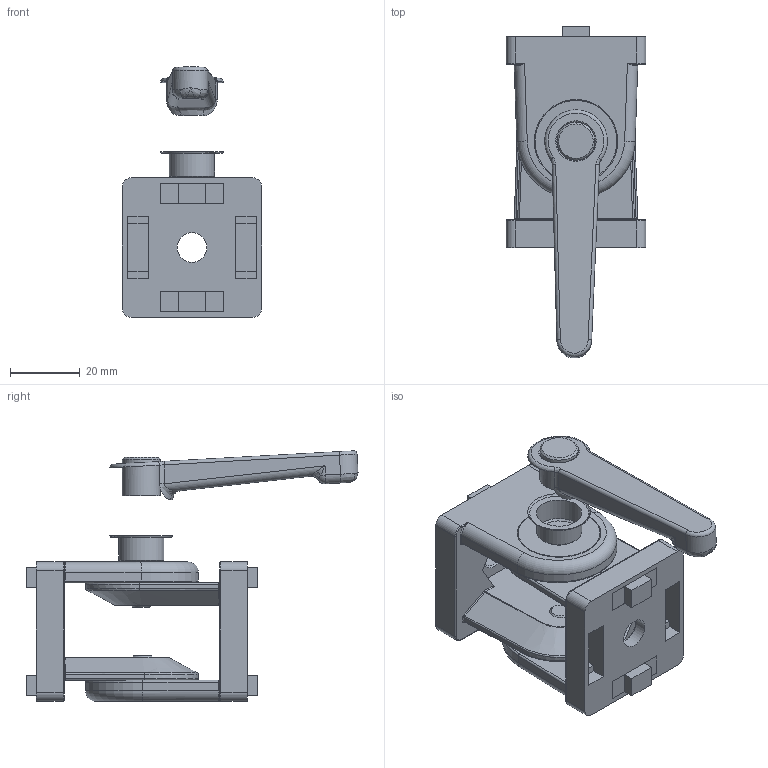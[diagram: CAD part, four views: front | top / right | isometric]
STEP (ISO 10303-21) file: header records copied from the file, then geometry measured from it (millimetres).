
FILE_DESCRIPTION((''),'2;1');
FILE_NAME('AR3560.stp','2021-04-08T09:23:23',('arma01'),(''),'Autodesk Inventor 2013','Autodesk Inventor 2013','');
FILE_SCHEMA(('AUTOMOTIVE_DESIGN { 1 0 10303 214 1 1 1 1 }'));
Length unit declared in the file: millimetre
Products named in the file (7): AR3560; AR3560 V; AR3560 IV; AR3560 III; AR3420 I; AR3560 VI
Assembly tree (10 placements, depth 2):
  AR3560
    AR3560  x2
    AR3560 V
    AR3560 IV
    AR3560 III  x4
    AR3420 I
    AR3560 VI
Bounding box: 40.01 x 95.33 x 71.88 mm (x, y, z)
Volume: 46938.3 mm3; surface area: 30633.8 mm2
Topology: 10 solids, 11 shells, 359 faces, 864 edges, 533 vertices
Faces by surface type: plane 189, cylinder 83, bspline 55, torus 18, cone 12, sphere 2
Full cylindrical faces by diameter (mm): 4.917 x2, 6 x4, 8.5 x2, 10.9 x1, 11 x1, 12 x2, 13 x3, 18 x2, 23.5 x2, 24 x2
Entity records: 7100 total; most frequent: CARTESIAN_POINT 2418, DIRECTION 905, ORIENTED_EDGE 872, EDGE_CURVE 436, AXIS2_PLACEMENT_3D 332, VERTEX_POINT 282, EDGE_LOOP 252, VECTOR 241
